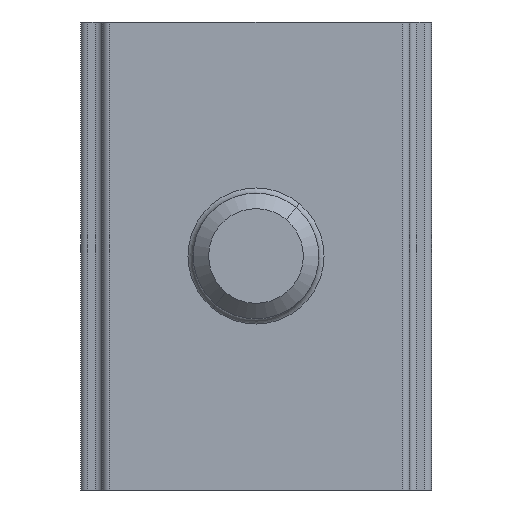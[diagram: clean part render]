
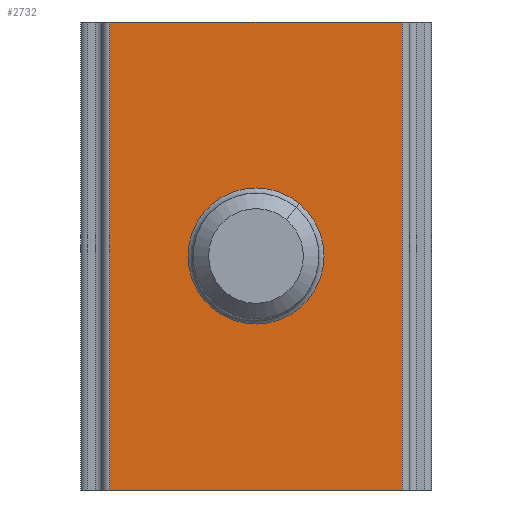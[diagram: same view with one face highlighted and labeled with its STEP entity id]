
A CAD part, front view. The second image highlights one B-rep face of the part: STEP entity #2732.
In plain terms, the highlighted planar face has unit normal (0, -1, 0).
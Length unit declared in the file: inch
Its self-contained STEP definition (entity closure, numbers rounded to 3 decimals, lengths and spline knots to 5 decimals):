
#1680 = CARTESIAN_POINT ( 'NONE',  ( 0., 0., -0.0465 ) ) ;
#1684 = CARTESIAN_POINT ( 'NONE',  ( 0., 0., 0.0465 ) ) ;
#1688 = DIRECTION ( 'NONE',  ( 0., 0., 1. ) ) ;
#1689 = DIRECTION ( 'NONE',  ( 0., -1., 0. ) ) ;
#1690 = CARTESIAN_POINT ( 'NONE',  ( 0., 0., 0. ) ) ;
#1691 = AXIS2_PLACEMENT_3D ( 'NONE', #1690, #1689, #1688 ) ;
#1692 = CIRCLE ( 'NONE', #1691, 0.0465 ) ;
#1953 = VECTOR ( 'NONE', #1981, 39.37008 ) ;
#1954 = CARTESIAN_POINT ( 'NONE',  ( -0.1, 0., -0.16 ) ) ;
#1955 = LINE ( 'NONE', #1954, #1953 ) ;
#1980 = CARTESIAN_POINT ( 'NONE',  ( -0.1, 0., -0.16 ) ) ;
#1981 = DIRECTION ( 'NONE',  ( 1., 0., 0. ) ) ;
#2007 = DIRECTION ( 'NONE',  ( 0., 0., 1. ) ) ;
#2008 = DIRECTION ( 'NONE',  ( 0., 1., 0. ) ) ;
#2009 = CARTESIAN_POINT ( 'NONE',  ( -0.1, 0., 0.16 ) ) ;
#2010 = AXIS2_PLACEMENT_3D ( 'NONE', #2009, #2008, #2007 ) ;
#2011 = PLANE ( 'NONE',  #2010 ) ;
#2012 = FACE_BOUND ( 'NONE', #2760, .T. ) ;
#2013 = FACE_OUTER_BOUND ( 'NONE', #2726, .T. ) ;
#2016 = CARTESIAN_POINT ( 'NONE',  ( 0.1, 0., 0.16 ) ) ;
#2017 = DIRECTION ( 'NONE',  ( 0., 0., -1. ) ) ;
#2018 = VECTOR ( 'NONE', #2017, 39.37008 ) ;
#2019 = CARTESIAN_POINT ( 'NONE',  ( 0.1, 0., 0.16 ) ) ;
#2020 = LINE ( 'NONE', #2019, #2018 ) ;
#2027 = DIRECTION ( 'NONE',  ( 1., 0., 0. ) ) ;
#2028 = VECTOR ( 'NONE', #2027, 39.37008 ) ;
#2029 = CARTESIAN_POINT ( 'NONE',  ( -0.1, 0., 0.16 ) ) ;
#2030 = LINE ( 'NONE', #2029, #2028 ) ;
#2044 = CARTESIAN_POINT ( 'NONE',  ( 0.1, 0., -0.16 ) ) ;
#2045 = CARTESIAN_POINT ( 'NONE',  ( -0.1, 0., 0.16 ) ) ;
#2093 = DIRECTION ( 'NONE',  ( 0., 0., -1. ) ) ;
#2094 = VECTOR ( 'NONE', #2093, 39.37008 ) ;
#2095 = CARTESIAN_POINT ( 'NONE',  ( -0.1, 0., 0.16 ) ) ;
#2096 = LINE ( 'NONE', #2095, #2094 ) ;
#2097 = DIRECTION ( 'NONE',  ( 0., 0., 1. ) ) ;
#2098 = DIRECTION ( 'NONE',  ( 0., -1., 0. ) ) ;
#2099 = CARTESIAN_POINT ( 'NONE',  ( 0., 0., 0. ) ) ;
#2100 = AXIS2_PLACEMENT_3D ( 'NONE', #2099, #2098, #2097 ) ;
#2101 = CIRCLE ( 'NONE', #2100, 0.0465 ) ;
#2564 = EDGE_CURVE ( 'NONE', #2568, #2569, #1692, .T. ) ;
#2568 = VERTEX_POINT ( 'NONE', #1684 ) ;
#2569 = VERTEX_POINT ( 'NONE', #1680 ) ;
#2712 = VERTEX_POINT ( 'NONE', #2045 ) ;
#2714 = VERTEX_POINT ( 'NONE', #2044 ) ;
#2715 = ORIENTED_EDGE ( 'NONE', *, *, #2723, .F. ) ;
#2723 = EDGE_CURVE ( 'NONE', #2724, #2714, #2020, .T. ) ;
#2724 = VERTEX_POINT ( 'NONE', #2016 ) ;
#2726 = EDGE_LOOP ( 'NONE', ( #2727, #2715, #2740, #2747 ) ) ;
#2727 = ORIENTED_EDGE ( 'NONE', *, *, #2743, .T. ) ;
#2732 = ADVANCED_FACE ( 'NONE', ( #2013, #2012 ), #2011, .F. ) ;
#2740 = ORIENTED_EDGE ( 'NONE', *, *, #2741, .F. ) ;
#2741 = EDGE_CURVE ( 'NONE', #2712, #2724, #2030, .T. ) ;
#2743 = EDGE_CURVE ( 'NONE', #2744, #2714, #1955, .T. ) ;
#2744 = VERTEX_POINT ( 'NONE', #1980 ) ;
#2747 = ORIENTED_EDGE ( 'NONE', *, *, #2753, .T. ) ;
#2748 = EDGE_CURVE ( 'NONE', #2569, #2568, #2101, .T. ) ;
#2753 = EDGE_CURVE ( 'NONE', #2712, #2744, #2096, .T. ) ;
#2760 = EDGE_LOOP ( 'NONE', ( #2761, #2762 ) ) ;
#2761 = ORIENTED_EDGE ( 'NONE', *, *, #2564, .F. ) ;
#2762 = ORIENTED_EDGE ( 'NONE', *, *, #2748, .F. ) ;
